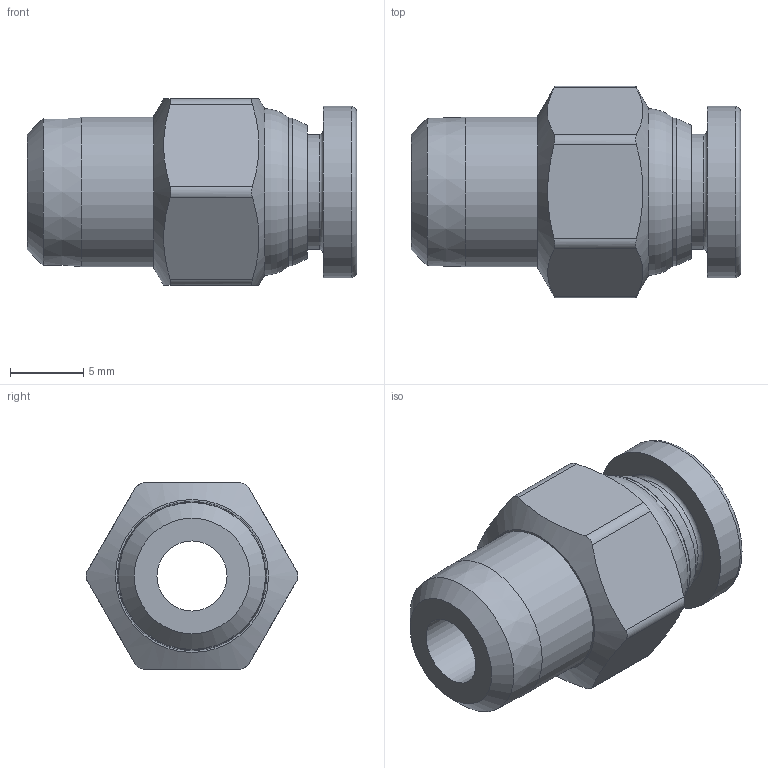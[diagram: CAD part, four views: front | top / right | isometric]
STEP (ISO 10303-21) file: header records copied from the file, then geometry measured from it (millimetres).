
FILE_DESCRIPTION(/* description */ (''),/* implementation_level */ '2;1');
FILE_NAME(/* name */ 'Pneumatics_Connector_W68PLP-4-2.ipt.step',/* time_stamp */ '2015-01-02T19:23:50-08:00',/* author */ ('Autodesk Inc.'),/* organization */ ('Autodesk Inc.'),/* preprocessor_version */ 'ST-DEVELOPER v15.6',/* originating_system */ 'Autodesk Inventor 2015',/* authorisation */ '');
FILE_SCHEMA (('AUTOMOTIVE_DESIGN { 1 0 10303 214 3 1 1 }'));
Length unit declared in the file: inch
Products named in the file (1): Pneumatics_Connector_W68PLP-4-2
Bounding box: 22.45 x 14.42 x 12.7 mm (x, y, z)
Volume: 1599.4 mm3; surface area: 1483.8 mm2
Topology: 1 solids, 1 shells, 35 faces, 87 edges, 57 vertices
Faces by surface type: cylinder 12, plane 11, cone 7, torus 5
Full cylindrical faces by diameter (mm): 4.775 x1, 6.35 x1, 7.849 x1, 10.033 x1, 10.185 x1, 11.684 x1
Entity records: 1963 total; most frequent: CARTESIAN_POINT 1240, DIRECTION 128, ORIENTED_EDGE 124, EDGE_CURVE 62, EDGE_LOOP 58, AXIS2_PLACEMENT_3D 58, VERTEX_POINT 50, FACE_OUTER_BOUND 35
